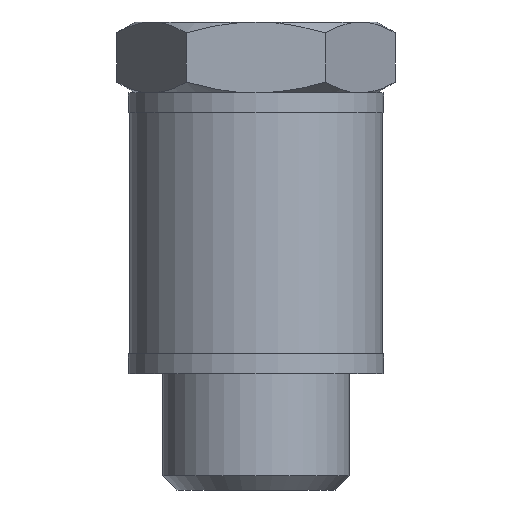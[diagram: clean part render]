
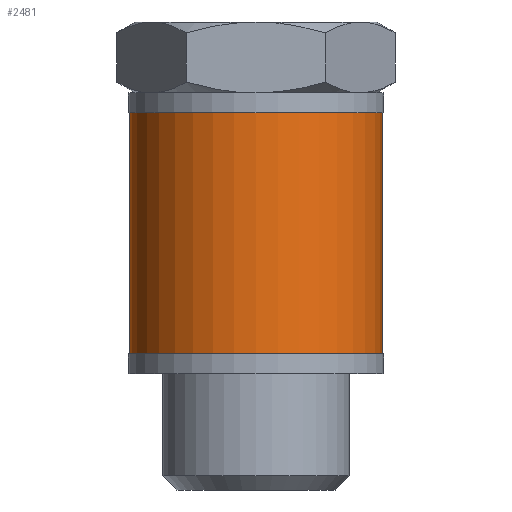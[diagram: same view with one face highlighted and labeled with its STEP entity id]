
A CAD part, left-side view. The second image highlights one B-rep face of the part: STEP entity #2481.
In plain terms, the highlighted cylindrical face has radius 8.9 mm (diameter 17.8 mm), a full revolution.
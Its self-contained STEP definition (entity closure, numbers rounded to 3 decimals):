
#1711=CARTESIAN_POINT('',(8.9,0.,-8.5));
#1712=VERTEX_POINT('',#1711);
#1713=CARTESIAN_POINT('',(0.0,0.0,-8.5));
#1714=DIRECTION('',(0.0,0.0,1.0));
#1715=DIRECTION('',(-1.0,0.0,0.0));
#1716=AXIS2_PLACEMENT_3D('',#1713,#1714,#1715);
#1717=CIRCLE('',#1716,8.9);
#1718=EDGE_CURVE('',#1712,#1712,#1717,.T.);
#1840=CARTESIAN_POINT('',(8.9,0.,8.5));
#1841=VERTEX_POINT('',#1840);
#1842=CARTESIAN_POINT('',(0.0,0.0,8.5));
#1843=DIRECTION('',(0.0,0.0,-1.0));
#1844=DIRECTION('',(-1.0,0.0,0.0));
#1845=AXIS2_PLACEMENT_3D('',#1842,#1843,#1844);
#1846=CIRCLE('',#1845,8.9);
#1847=EDGE_CURVE('',#1841,#1841,#1846,.T.);
#2322=CARTESIAN_POINT('',(4.823,-7.48,0.));
#2323=VERTEX_POINT('',#2322);
#2389=CARTESIAN_POINT('',(4.823,-7.48,0.));
#2390=CARTESIAN_POINT('',(4.823,-7.48,-0.315));
#2391=CARTESIAN_POINT('',(4.88,-7.444,-0.945));
#2392=CARTESIAN_POINT('',(5.111,-7.289,-1.85));
#2393=CARTESIAN_POINT('',(5.446,-7.044,-2.703));
#2394=CARTESIAN_POINT('',(5.964,-6.623,-3.747));
#2395=CARTESIAN_POINT('',(6.623,-5.983,-4.817));
#2396=CARTESIAN_POINT('',(7.189,-5.265,-5.635));
#2397=CARTESIAN_POINT('',(7.814,-4.321,-6.502));
#2398=CARTESIAN_POINT('',(8.345,-3.249,-7.196));
#2399=CARTESIAN_POINT('',(8.747,-1.777,-7.707));
#2400=CARTESIAN_POINT('',(8.907,-0.601,-7.908));
#2401=CARTESIAN_POINT('',(8.907,0.599,-7.908));
#2402=CARTESIAN_POINT('',(8.748,1.774,-7.708));
#2403=CARTESIAN_POINT('',(8.444,2.884,-7.323));
#2404=CARTESIAN_POINT('',(8.031,3.885,-6.785));
#2405=CARTESIAN_POINT('',(7.528,4.781,-6.111));
#2406=CARTESIAN_POINT('',(6.796,5.805,-5.077));
#2407=CARTESIAN_POINT('',(6.101,6.502,-3.998));
#2408=CARTESIAN_POINT('',(5.575,6.94,-2.965));
#2409=CARTESIAN_POINT('',(5.252,7.19,-2.238));
#2410=CARTESIAN_POINT('',(4.927,7.414,-1.267));
#2411=CARTESIAN_POINT('',(4.771,7.512,-0.006));
#2412=CARTESIAN_POINT('',(4.924,7.416,1.253));
#2413=CARTESIAN_POINT('',(5.313,7.148,2.423));
#2414=CARTESIAN_POINT('',(5.702,6.839,3.228));
#2415=CARTESIAN_POINT('',(6.066,6.516,3.893));
#2416=CARTESIAN_POINT('',(6.446,6.152,4.53));
#2417=CARTESIAN_POINT('',(6.977,5.55,5.335));
#2418=CARTESIAN_POINT('',(7.528,4.782,6.11));
#2419=CARTESIAN_POINT('',(8.084,3.791,6.856));
#2420=CARTESIAN_POINT('',(8.485,2.769,7.374));
#2421=CARTESIAN_POINT('',(8.718,1.835,7.67));
#2422=CARTESIAN_POINT('',(8.826,1.193,7.807));
#2423=CARTESIAN_POINT('',(8.906,0.405,7.908));
#2424=CARTESIAN_POINT('',(8.907,-0.595,7.909));
#2425=CARTESIAN_POINT('',(8.748,-1.772,7.709));
#2426=CARTESIAN_POINT('',(8.497,-2.692,7.39));
#2427=CARTESIAN_POINT('',(8.238,-3.384,7.054));
#2428=CARTESIAN_POINT('',(7.945,-4.038,6.67));
#2429=CARTESIAN_POINT('',(7.573,-4.702,6.171));
#2430=CARTESIAN_POINT('',(7.116,-5.361,5.531));
#2431=CARTESIAN_POINT('',(6.686,-5.887,4.898));
#2432=CARTESIAN_POINT('',(6.253,-6.343,4.215));
#2433=CARTESIAN_POINT('',(5.694,-6.858,3.24));
#2434=CARTESIAN_POINT('',(5.19,-7.237,2.152));
#2435=CARTESIAN_POINT('',(4.88,-7.444,0.945));
#2436=CARTESIAN_POINT('',(4.823,-7.48,0.315));
#2437=CARTESIAN_POINT('',(4.823,-7.48,0.));
#2438=CARTESIAN_POINT('',(4.823,-7.48,0.));
#2439=CARTESIAN_POINT('',(4.823,-7.48,0.));
#2440=CARTESIAN_POINT('',(4.823,-7.48,0.));
#2441=B_SPLINE_CURVE_WITH_KNOTS('',3,(#2389,#2390,#2391,#2392,#2393,#2394,#2395,#2396,#2397,#2398,#2399,#2400,#2401,#2402,#2403,#2404,#2405,#2406,#2407,#2408,#2409,#2410,#2411,#2412,#2413,#2414,#2415,#2416,#2417,#2418,#2419,#2420,#2421,#2422,#2423,#2424,#2425,#2426,#2427,#2428,#2429,#2430,#2431,#2432,#2433,#2434,#2435,#2436,#2437,#2438,#2439,#2440),.UNSPECIFIED.,.T.,.U.,(4,1,1,1,1,1,1,1,1,1,1,1,1,1,1,1,1,1,1,1,1,1,1,1,1,1,1,1,1,1,1,1,1,1,1,1,1,1,1,1,1,1,1,1,1,1,3,4),(0.0,0.018,0.036,0.054,0.071,0.107,0.134,0.143,0.19,0.214,0.238,0.262,0.286,0.31,0.333,0.357,0.381,0.429,0.44,0.452,0.476,0.5,0.524,0.548,0.571,0.577,0.595,0.619,0.643,0.667,0.698,0.714,0.726,0.738,0.762,0.786,0.81,0.821,0.833,0.857,0.875,0.893,0.911,0.929,0.964,0.982,1.,1.0),.UNSPECIFIED.);
#2442=EDGE_CURVE('',#2323,#2323,#2441,.T.);
#2467=CARTESIAN_POINT('',(0.0,0.0,0.0));
#2468=DIRECTION('',(0.0,0.0,1.0));
#2469=DIRECTION('',(-1.0,0.0,0.0));
#2470=AXIS2_PLACEMENT_3D('',#2467,#2468,#2469);
#2471=CYLINDRICAL_SURFACE('',#2470,8.9);
#2472=ORIENTED_EDGE('',*,*,#1847,.T.);
#2473=EDGE_LOOP('',(#2472));
#2474=FACE_OUTER_BOUND('',#2473,.T.);
#2475=ORIENTED_EDGE('',*,*,#1718,.T.);
#2476=EDGE_LOOP('',(#2475));
#2477=FACE_BOUND('',#2476,.T.);
#2478=ORIENTED_EDGE('',*,*,#2442,.F.);
#2479=EDGE_LOOP('',(#2478));
#2480=FACE_BOUND('',#2479,.T.);
#2481=ADVANCED_FACE('',(#2474,#2477,#2480),#2471,.T.);
